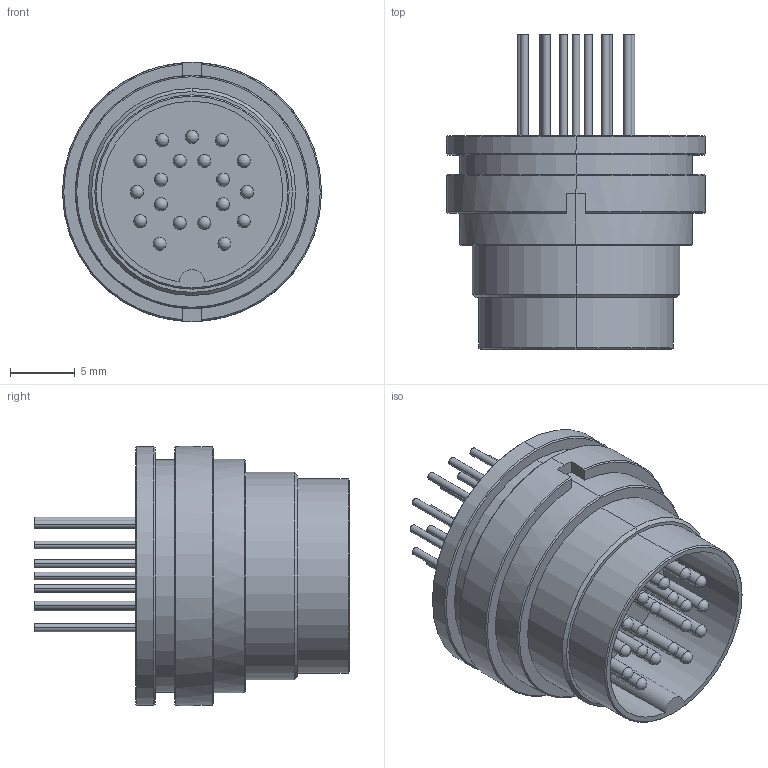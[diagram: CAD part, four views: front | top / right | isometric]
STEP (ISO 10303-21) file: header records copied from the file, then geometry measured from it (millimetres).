
FILE_DESCRIPTION(/* description */ (''),/* implementation_level */ '2;1');
FILE_NAME(/* name */ '09-0335-90-19.stp',/* time_stamp */ '2009-12-23T09:58:13+01:00',/* author */ (''),/* organization */ (''),/* preprocessor_version */ 'ST-DEVELOPER v11',/* originating_system */ 'UGS - NX 5.0',/* authorisation */ '');
FILE_SCHEMA (('CONFIG_CONTROL_DESIGN'));
Length unit declared in the file: millimetre
Products named in the file (1): 09-0335-90-19
Bounding box: 20 x 24.3 x 20 mm (x, y, z)
Volume: 1883 mm3; surface area: 3361.9 mm2
Topology: 1 solids, 1 shells, 287 faces, 712 edges, 452 vertices
Faces by surface type: cylinder 157, plane 95, sphere 19, cone 16
Entity records: 8144 total; most frequent: DIRECTION 1556, CARTESIAN_POINT 1338, ORIENTED_EDGE 1272, EDGE_CURVE 636, AXIS2_PLACEMENT_3D 632, VERTEX_POINT 414, EDGE_LOOP 352, CIRCLE 344
